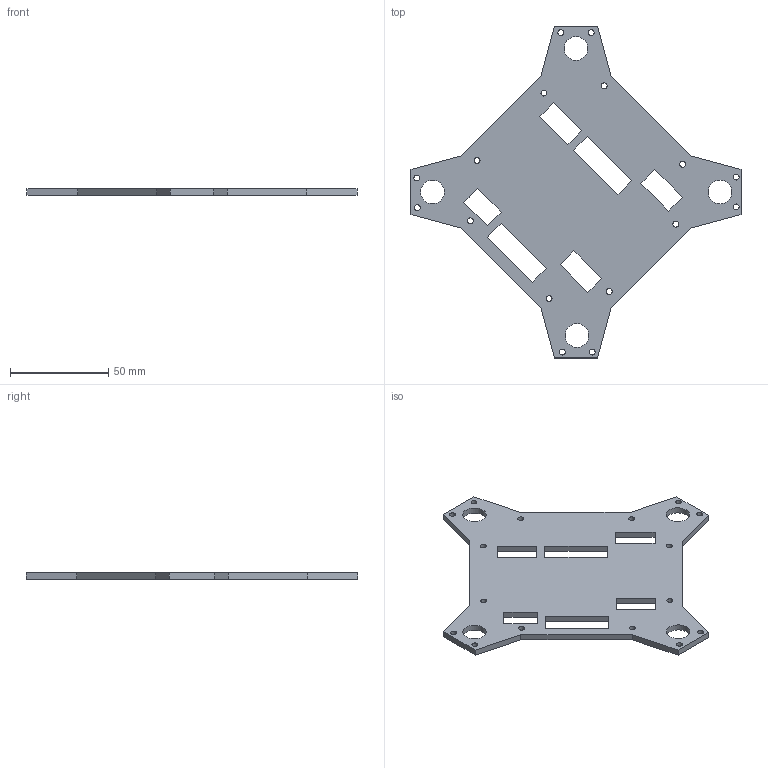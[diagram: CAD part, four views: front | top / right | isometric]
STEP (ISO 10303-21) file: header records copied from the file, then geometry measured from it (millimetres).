
FILE_DESCRIPTION(/* description */ ('STEP AP242','CAx-IF Rec.Pracs.---Representation and Presentation of Product Manufacturing Information (PMI)---4.0---2014-10-13','CAx-IF Rec.Pracs.---3D Tessellated Geometry---0.4---2014-09-14','2;1'),/* implementation_level */ '2;1');
FILE_NAME(/* name */ '6395897ec44bee4252269ee1',/* time_stamp */ '2022-12-11T07:40:47+00:00',/* author */ (''),/* organization */ (''),/* preprocessor_version */ 'ST-DEVELOPER v18.102',/* originating_system */ ' ',/* authorisation */ ' ');
FILE_SCHEMA (('AP242_MANAGED_MODEL_BASED_3D_ENGINEERING_MIM_LF { 1 0 10303 442 1 1 4 }'));
Length unit declared in the file: metre
Products named in the file (1): drone 1
Bounding box: 168 x 169 x 3.17 mm (x, y, z)
Volume: 36405.4 mm3; surface area: 26858.9 mm2
Topology: 1 solids, 1 shells, 62 faces, 180 edges, 120 vertices
Faces by surface type: plane 42, cylinder 20
Full cylindrical faces by diameter (mm): 3 x16, 12 x4
Entity records: 2070 total; most frequent: CARTESIAN_POINT 343, DIRECTION 326, ORIENTED_EDGE 320, EDGE_CURVE 160, EDGE_LOOP 134, FACE_BOUND 134, VERTEX_POINT 120, LINE 120
